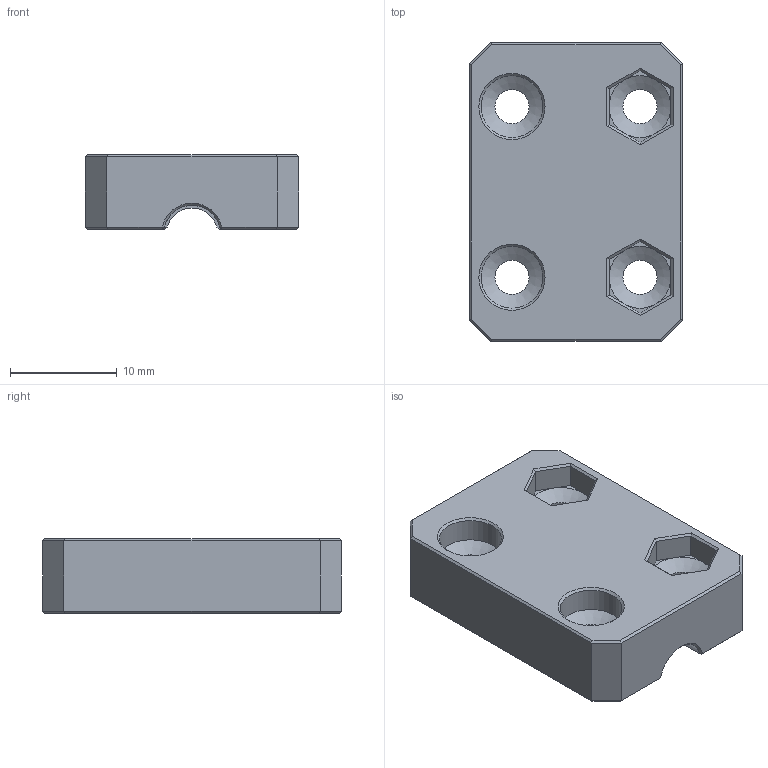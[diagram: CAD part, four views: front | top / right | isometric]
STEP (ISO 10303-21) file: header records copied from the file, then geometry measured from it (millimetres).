
FILE_DESCRIPTION(/* description */ (''),/* implementation_level */ '2;1');
FILE_NAME(/* name */ 'z_couple.stp',/* time_stamp */ '2015-03-03T21:51:06+09:00',/* author */ (''),/* organization */ (''),/* preprocessor_version */ 'ST-DEVELOPER v16',/* originating_system */ 'Autodesk Translator Framework v4.0.0.4510',/* authorisation */ '');
FILE_SCHEMA (('AUTOMOTIVE_DESIGN { 1 0 10303 214 3 1 1 }'));
Length unit declared in the file: centimetre
Products named in the file (1): z_coupler v2
Bounding box: 20 x 28 x 7 mm (x, y, z)
Volume: 3190.8 mm3; surface area: 2033.7 mm2
Topology: 1 solids, 1 shells, 95 faces, 217 edges, 124 vertices
Faces by surface type: plane 75, cone 12, cylinder 8
Full cylindrical faces by diameter (mm): 3.2 x4, 5.8 x2
Entity records: 2493 total; most frequent: DIRECTION 423, CARTESIAN_POINT 421, ORIENTED_EDGE 394, EDGE_CURVE 197, LINE 155, VECTOR 155, AXIS2_PLACEMENT_3D 134, VERTEX_POINT 120
